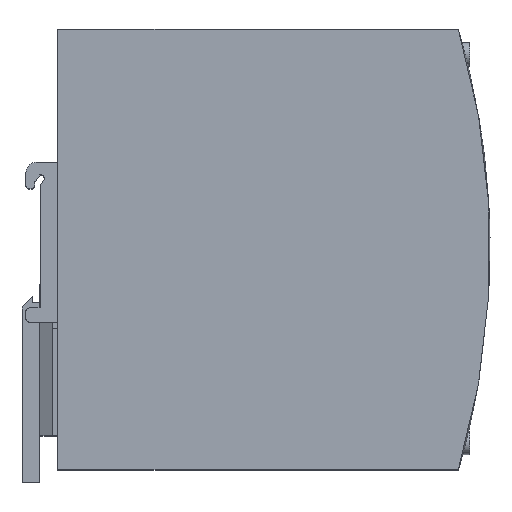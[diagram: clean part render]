
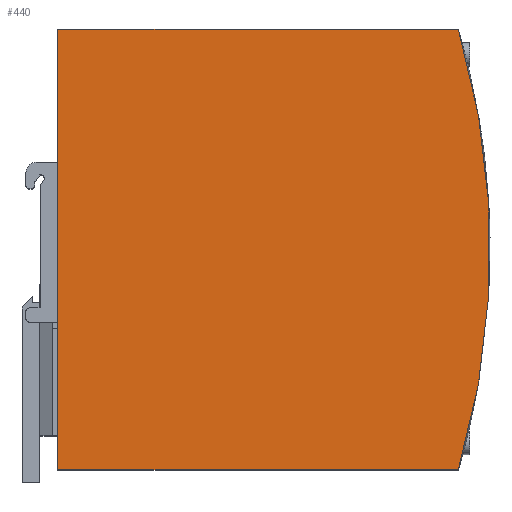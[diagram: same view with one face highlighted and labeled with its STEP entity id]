
A CAD part, top view. The second image highlights one B-rep face of the part: STEP entity #440.
In plain terms, the highlighted planar face has unit normal (0, 0, 1).
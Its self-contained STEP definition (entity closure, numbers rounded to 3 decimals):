
#440=ADVANCED_FACE('',(#3923),#3925,.T.);
#3923=FACE_BOUND('',#3924,.T.);
#3924=EDGE_LOOP('',(#7010,#7011,#7012,#7013));
#3925=PLANE('',#3926);
#3926=AXIS2_PLACEMENT_3D('',#3927,#3928,#3929);
#3927=CARTESIAN_POINT('',(0.,0.,0.));
#3928=DIRECTION('',(-0.,0.,1.));
#3929=DIRECTION('',(1.,0.,0.));
#7010=ORIENTED_EDGE('',*,*,#8998,.T.);
#7011=ORIENTED_EDGE('',*,*,#8999,.T.);
#7012=ORIENTED_EDGE('',*,*,#8872,.F.);
#7013=ORIENTED_EDGE('',*,*,#8989,.T.);
#8872=EDGE_CURVE('',#9918,#9920,#9921,.T.);
#8989=EDGE_CURVE('',#9918,#10115,#10116,.F.);
#8998=EDGE_CURVE('',#10115,#10130,#10131,.T.);
#8999=EDGE_CURVE('',#10130,#9920,#10132,.F.);
#9918=VERTEX_POINT('',#11748);
#9920=VERTEX_POINT('',#11752);
#9921=CIRCLE('',#11753,219.436);
#10115=VERTEX_POINT('',#12727);
#10116=LINE('',#12728,#12729);
#10130=VERTEX_POINT('',#12760);
#10131=LINE('',#12761,#12762);
#10132=LINE('',#12764,#12765);
#11748=CARTESIAN_POINT('',(113.059,-0.2,0.));
#11752=CARTESIAN_POINT('',(113.059,-124.2,0.));
#11753=AXIS2_PLACEMENT_3D('',#11754,#11755,#11756);
#11754=CARTESIAN_POINT('',(-97.436,-62.2,0.));
#11755=DIRECTION('',(0.,0.,-1.));
#11756=DIRECTION('',(0.959,0.283,0.));
#12727=CARTESIAN_POINT('',(0.4,-0.2,0.));
#12728=CARTESIAN_POINT('',(0.4,-0.2,0.));
#12729=VECTOR('',#12730,1.);
#12730=DIRECTION('',(1.,0.,0.));
#12760=CARTESIAN_POINT('',(0.4,-124.2,0.));
#12761=CARTESIAN_POINT('',(0.4,-0.2,0.));
#12762=VECTOR('',#12763,1.);
#12763=DIRECTION('',(0.,-1.,0.));
#12764=CARTESIAN_POINT('',(113.059,-124.2,0.));
#12765=VECTOR('',#12766,1.);
#12766=DIRECTION('',(-1.,0.,0.));
